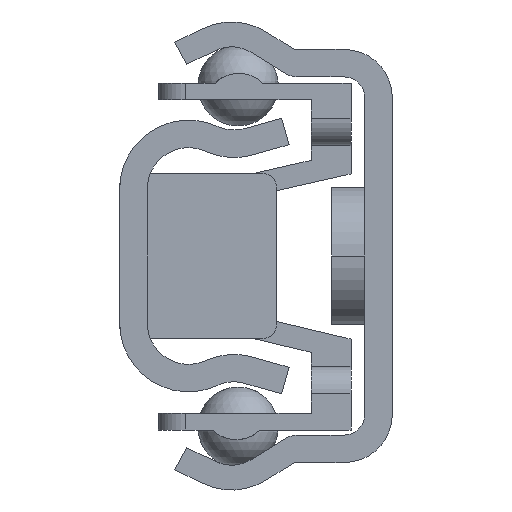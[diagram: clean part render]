
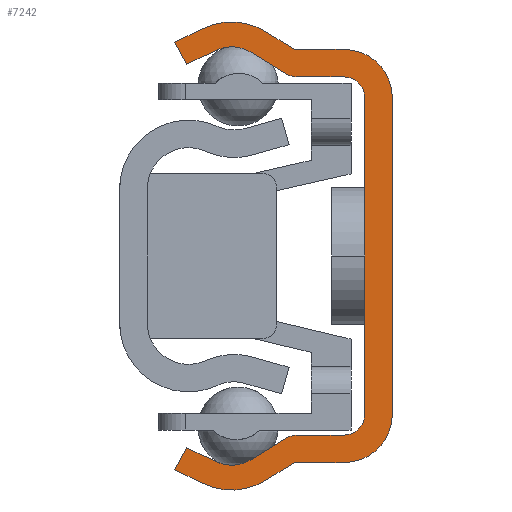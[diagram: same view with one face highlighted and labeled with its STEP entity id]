
A CAD part, front view. The second image highlights one B-rep face of the part: STEP entity #7242.
In plain terms, the highlighted planar face has unit normal (0, -1, 0).
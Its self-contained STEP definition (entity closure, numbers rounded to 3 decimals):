
#6415=CARTESIAN_POINT('',(1.921,0.,-5.75));
#6416=DIRECTION('',(0.,1.,0.));
#6417=DIRECTION('',(1.,0.,0.));
#6418=AXIS2_PLACEMENT_3D('',#6415,#6416,#6417);
#6420=DIRECTION('',(-1.,0.,0.));
#6421=VECTOR('',#6420,1.804);
#6422=CARTESIAN_POINT('',(1.921,0.,-7.5));
#6423=LINE('',#6422,#6421);
#6424=DIRECTION('',(-0.85,0.,-0.527));
#6425=VECTOR('',#6424,1.23);
#6426=CARTESIAN_POINT('',(0.116,0.,-7.5));
#6427=LINE('',#6426,#6425);
#6428=CARTESIAN_POINT('',(-2.167,0.,-6.15));
#6429=DIRECTION('',(0.,1.,0.));
#6430=DIRECTION('',(0.527,0.,-0.85));
#6431=AXIS2_PLACEMENT_3D('',#6428,#6429,#6430);
#6433=DIRECTION('',(-0.899,0.,0.438));
#6434=VECTOR('',#6433,1.15);
#6435=CARTESIAN_POINT('',(-3.195,0.,-8.263));
#6436=LINE('',#6435,#6434);
#6437=DIRECTION('',(0.479,0.,0.878));
#6438=VECTOR('',#6437,0.914);
#6439=CARTESIAN_POINT('',(-4.229,0.,-7.76));
#6440=LINE('',#6439,#6438);
#6441=DIRECTION('',(0.899,0.,-0.438));
#6442=VECTOR('',#6441,1.15);
#6443=CARTESIAN_POINT('',(-3.791,0.,-6.957));
#6444=LINE('',#6443,#6442);
#6445=CARTESIAN_POINT('',(-2.167,0.,-6.246));
#6446=DIRECTION('',(0.,-1.,0.));
#6447=DIRECTION('',(-0.438,0.,-0.899));
#6448=AXIS2_PLACEMENT_3D('',#6445,#6446,#6447);
#6450=DIRECTION('',(0.85,0.,0.527));
#6451=VECTOR('',#6450,1.413);
#6452=CARTESIAN_POINT('',(-1.456,0.,-7.394));
#6453=LINE('',#6452,#6451);
#6454=CARTESIAN_POINT('',(0.272,0.,-7.5));
#6455=DIRECTION('',(0.,1.,0.));
#6456=DIRECTION('',(-0.527,0.,0.85));
#6457=AXIS2_PLACEMENT_3D('',#6454,#6455,#6456);
#6459=DIRECTION('',(1.,0.,0.));
#6460=VECTOR('',#6459,1.649);
#6461=CARTESIAN_POINT('',(0.272,0.,-6.5));
#6462=LINE('',#6461,#6460);
#6463=CARTESIAN_POINT('',(1.921,0.,-5.75));
#6464=DIRECTION('',(0.,-1.,0.));
#6465=DIRECTION('',(0.,0.,-1.));
#6466=AXIS2_PLACEMENT_3D('',#6463,#6464,#6465);
#6468=CARTESIAN_POINT('',(1.921,0.,5.75));
#6469=DIRECTION('',(0.,-1.,0.));
#6470=DIRECTION('',(1.,0.,0.));
#6471=AXIS2_PLACEMENT_3D('',#6468,#6469,#6470);
#6473=DIRECTION('',(-1.,0.,0.));
#6474=VECTOR('',#6473,1.649);
#6475=CARTESIAN_POINT('',(1.921,0.,6.5));
#6476=LINE('',#6475,#6474);
#6477=CARTESIAN_POINT('',(0.272,0.,7.5));
#6478=DIRECTION('',(0.,1.,0.));
#6479=DIRECTION('',(0.,0.,-1.));
#6480=AXIS2_PLACEMENT_3D('',#6477,#6478,#6479);
#6482=DIRECTION('',(-0.85,0.,0.527));
#6483=VECTOR('',#6482,1.413);
#6484=CARTESIAN_POINT('',(-0.255,0.,6.65));
#6485=LINE('',#6484,#6483);
#6486=CARTESIAN_POINT('',(-2.167,0.,6.246));
#6487=DIRECTION('',(0.,-1.,0.));
#6488=DIRECTION('',(0.527,0.,0.85));
#6489=AXIS2_PLACEMENT_3D('',#6486,#6487,#6488);
#6491=DIRECTION('',(-0.899,0.,-0.438));
#6492=VECTOR('',#6491,1.15);
#6493=CARTESIAN_POINT('',(-2.757,0.,7.46));
#6494=LINE('',#6493,#6492);
#6495=DIRECTION('',(-0.479,0.,0.878));
#6496=VECTOR('',#6495,0.914);
#6497=CARTESIAN_POINT('',(-3.791,0.,6.957));
#6498=LINE('',#6497,#6496);
#6499=DIRECTION('',(0.899,0.,0.438));
#6500=VECTOR('',#6499,1.15);
#6501=CARTESIAN_POINT('',(-4.229,0.,7.76));
#6502=LINE('',#6501,#6500);
#6503=CARTESIAN_POINT('',(-2.167,0.,6.15));
#6504=DIRECTION('',(0.,1.,0.));
#6505=DIRECTION('',(-0.438,0.,0.899));
#6506=AXIS2_PLACEMENT_3D('',#6503,#6504,#6505);
#6508=DIRECTION('',(0.85,0.,-0.527));
#6509=VECTOR('',#6508,1.23);
#6510=CARTESIAN_POINT('',(-0.929,0.,8.148));
#6511=LINE('',#6510,#6509);
#6512=DIRECTION('',(1.,0.,0.));
#6513=VECTOR('',#6512,1.804);
#6514=CARTESIAN_POINT('',(0.116,0.,7.5));
#6515=LINE('',#6514,#6513);
#6516=CARTESIAN_POINT('',(1.921,0.,5.75));
#6517=DIRECTION('',(0.,1.,0.));
#6518=DIRECTION('',(0.,0.,1.));
#6519=AXIS2_PLACEMENT_3D('',#6516,#6517,#6518);
#6539=DIRECTION('',(0.,0.,1.));
#6540=VECTOR('',#6539,11.5);
#6541=CARTESIAN_POINT('',(3.671,0.,-5.75));
#6542=LINE('',#6541,#6540);
#6613=DIRECTION('',(0.,0.,-1.));
#6614=VECTOR('',#6613,11.5);
#6615=CARTESIAN_POINT('',(2.671,0.,5.75));
#6616=LINE('',#6615,#6614);
#7007=CARTESIAN_POINT('',(3.671,0.,-5.75));
#7008=CARTESIAN_POINT('',(1.921,0.,-7.5));
#7009=VERTEX_POINT('',#7007);
#7010=VERTEX_POINT('',#7008);
#7011=CARTESIAN_POINT('',(0.116,0.,-7.5));
#7012=VERTEX_POINT('',#7011);
#7013=CARTESIAN_POINT('',(-0.929,0.,-8.148));
#7014=VERTEX_POINT('',#7013);
#7015=CARTESIAN_POINT('',(-3.195,0.,-8.263));
#7016=VERTEX_POINT('',#7015);
#7017=CARTESIAN_POINT('',(-4.229,0.,-7.76));
#7018=VERTEX_POINT('',#7017);
#7019=CARTESIAN_POINT('',(-3.791,0.,-6.957));
#7020=VERTEX_POINT('',#7019);
#7021=CARTESIAN_POINT('',(-2.757,0.,-7.46));
#7022=VERTEX_POINT('',#7021);
#7023=CARTESIAN_POINT('',(-1.456,0.,-7.394));
#7024=VERTEX_POINT('',#7023);
#7025=CARTESIAN_POINT('',(-0.255,0.,-6.65));
#7026=VERTEX_POINT('',#7025);
#7027=CARTESIAN_POINT('',(0.272,0.,-6.5));
#7028=VERTEX_POINT('',#7027);
#7029=CARTESIAN_POINT('',(1.921,0.,-6.5));
#7030=VERTEX_POINT('',#7029);
#7031=CARTESIAN_POINT('',(2.671,0.,-5.75));
#7032=VERTEX_POINT('',#7031);
#7033=CARTESIAN_POINT('',(2.671,0.,5.75));
#7034=CARTESIAN_POINT('',(1.921,0.,6.5));
#7035=VERTEX_POINT('',#7033);
#7036=VERTEX_POINT('',#7034);
#7037=CARTESIAN_POINT('',(0.272,0.,6.5));
#7038=VERTEX_POINT('',#7037);
#7039=CARTESIAN_POINT('',(-0.255,0.,6.65));
#7040=VERTEX_POINT('',#7039);
#7041=CARTESIAN_POINT('',(-1.456,0.,7.394));
#7042=VERTEX_POINT('',#7041);
#7043=CARTESIAN_POINT('',(-2.757,0.,7.46));
#7044=VERTEX_POINT('',#7043);
#7045=CARTESIAN_POINT('',(-3.791,0.,6.957));
#7046=VERTEX_POINT('',#7045);
#7047=CARTESIAN_POINT('',(-4.229,0.,7.76));
#7048=VERTEX_POINT('',#7047);
#7049=CARTESIAN_POINT('',(-3.195,0.,8.263));
#7050=VERTEX_POINT('',#7049);
#7051=CARTESIAN_POINT('',(-0.929,0.,8.148));
#7052=VERTEX_POINT('',#7051);
#7053=CARTESIAN_POINT('',(0.116,0.,7.5));
#7054=VERTEX_POINT('',#7053);
#7055=CARTESIAN_POINT('',(1.921,0.,7.5));
#7056=VERTEX_POINT('',#7055);
#7057=CARTESIAN_POINT('',(3.671,0.,5.75));
#7058=VERTEX_POINT('',#7057);
#7183=CARTESIAN_POINT('',(0.,0.,0.));
#7184=DIRECTION('',(0.,1.,0.));
#7185=DIRECTION('',(1.,0.,0.));
#7186=AXIS2_PLACEMENT_3D('',#7183,#7184,#7185);
#7187=PLANE('',#7186);
#7189=ORIENTED_EDGE('',*,*,#7188,.T.);
#7191=ORIENTED_EDGE('',*,*,#7190,.T.);
#7193=ORIENTED_EDGE('',*,*,#7192,.T.);
#7195=ORIENTED_EDGE('',*,*,#7194,.T.);
#7197=ORIENTED_EDGE('',*,*,#7196,.T.);
#7199=ORIENTED_EDGE('',*,*,#7198,.T.);
#7201=ORIENTED_EDGE('',*,*,#7200,.T.);
#7203=ORIENTED_EDGE('',*,*,#7202,.T.);
#7205=ORIENTED_EDGE('',*,*,#7204,.T.);
#7207=ORIENTED_EDGE('',*,*,#7206,.T.);
#7209=ORIENTED_EDGE('',*,*,#7208,.T.);
#7211=ORIENTED_EDGE('',*,*,#7210,.T.);
#7213=ORIENTED_EDGE('',*,*,#7212,.F.);
#7215=ORIENTED_EDGE('',*,*,#7214,.T.);
#7217=ORIENTED_EDGE('',*,*,#7216,.T.);
#7219=ORIENTED_EDGE('',*,*,#7218,.T.);
#7221=ORIENTED_EDGE('',*,*,#7220,.T.);
#7223=ORIENTED_EDGE('',*,*,#7222,.T.);
#7225=ORIENTED_EDGE('',*,*,#7224,.T.);
#7227=ORIENTED_EDGE('',*,*,#7226,.T.);
#7229=ORIENTED_EDGE('',*,*,#7228,.T.);
#7231=ORIENTED_EDGE('',*,*,#7230,.T.);
#7233=ORIENTED_EDGE('',*,*,#7232,.T.);
#7235=ORIENTED_EDGE('',*,*,#7234,.T.);
#7237=ORIENTED_EDGE('',*,*,#7236,.T.);
#7239=ORIENTED_EDGE('',*,*,#7238,.F.);
#7240=EDGE_LOOP('',(#7189,#7191,#7193,#7195,#7197,#7199,#7201,#7203,#7205,#7207,
#7209,#7211,#7213,#7215,#7217,#7219,#7221,#7223,#7225,#7227,#7229,#7231,#7233,
#7235,#7237,#7239));
#7241=FACE_OUTER_BOUND('',#7240,.F.);
#7242=ADVANCED_FACE('',(#7241),#7187,.F.);
#6419=CIRCLE('',#6418,1.75);
#6432=CIRCLE('',#6431,2.35);
#6449=CIRCLE('',#6448,1.35);
#6458=CIRCLE('',#6457,1.);
#6467=CIRCLE('',#6466,0.75);
#6472=CIRCLE('',#6471,0.75);
#6481=CIRCLE('',#6480,1.);
#6490=CIRCLE('',#6489,1.35);
#6507=CIRCLE('',#6506,2.35);
#6520=CIRCLE('',#6519,1.75);
#7188=EDGE_CURVE('',#7009,#7010,#6419,.T.);
#7190=EDGE_CURVE('',#7010,#7012,#6423,.T.);
#7192=EDGE_CURVE('',#7012,#7014,#6427,.T.);
#7194=EDGE_CURVE('',#7014,#7016,#6432,.T.);
#7196=EDGE_CURVE('',#7016,#7018,#6436,.T.);
#7198=EDGE_CURVE('',#7018,#7020,#6440,.T.);
#7200=EDGE_CURVE('',#7020,#7022,#6444,.T.);
#7202=EDGE_CURVE('',#7022,#7024,#6449,.T.);
#7204=EDGE_CURVE('',#7024,#7026,#6453,.T.);
#7206=EDGE_CURVE('',#7026,#7028,#6458,.T.);
#7208=EDGE_CURVE('',#7028,#7030,#6462,.T.);
#7210=EDGE_CURVE('',#7030,#7032,#6467,.T.);
#7212=EDGE_CURVE('',#7035,#7032,#6616,.T.);
#7214=EDGE_CURVE('',#7035,#7036,#6472,.T.);
#7216=EDGE_CURVE('',#7036,#7038,#6476,.T.);
#7218=EDGE_CURVE('',#7038,#7040,#6481,.T.);
#7220=EDGE_CURVE('',#7040,#7042,#6485,.T.);
#7222=EDGE_CURVE('',#7042,#7044,#6490,.T.);
#7224=EDGE_CURVE('',#7044,#7046,#6494,.T.);
#7226=EDGE_CURVE('',#7046,#7048,#6498,.T.);
#7228=EDGE_CURVE('',#7048,#7050,#6502,.T.);
#7230=EDGE_CURVE('',#7050,#7052,#6507,.T.);
#7232=EDGE_CURVE('',#7052,#7054,#6511,.T.);
#7234=EDGE_CURVE('',#7054,#7056,#6515,.T.);
#7236=EDGE_CURVE('',#7056,#7058,#6520,.T.);
#7238=EDGE_CURVE('',#7009,#7058,#6542,.T.);
